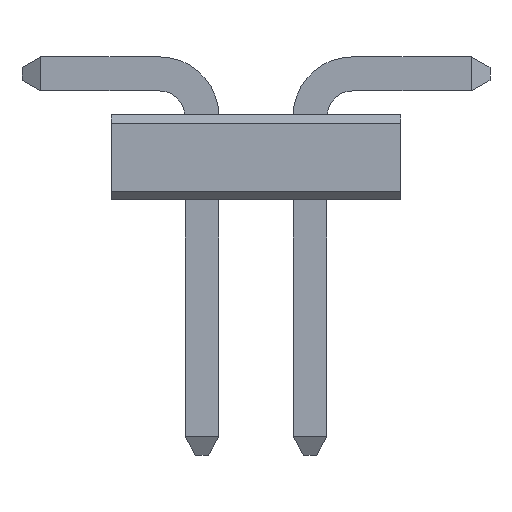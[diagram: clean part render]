
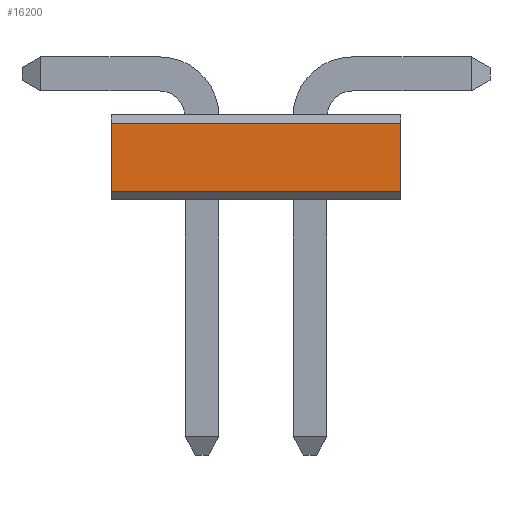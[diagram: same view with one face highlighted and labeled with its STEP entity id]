
A CAD part, front view. The second image highlights one B-rep face of the part: STEP entity #16200.
In plain terms, the highlighted planar face has unit normal (0, -1, 0).
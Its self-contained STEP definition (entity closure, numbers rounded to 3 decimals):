
#1691=DIRECTION('',(0.,0.,1.));
#1692=VECTOR('',#1691,0.8);
#1693=CARTESIAN_POINT('',(1.7,-18.415,0.1));
#1694=LINE('',#1693,#1692);
#7739=DIRECTION('',(-1.,0.,0.));
#7740=VECTOR('',#7739,3.4);
#7741=CARTESIAN_POINT('',(1.7,-18.415,0.1));
#7742=LINE('',#7741,#7740);
#7746=DIRECTION('',(0.,0.,1.));
#7747=VECTOR('',#7746,0.8);
#7748=CARTESIAN_POINT('',(-1.7,-18.415,0.1));
#7749=LINE('',#7748,#7747);
#7753=DIRECTION('',(1.,0.,0.));
#7754=VECTOR('',#7753,3.4);
#7755=CARTESIAN_POINT('',(-1.7,-18.415,0.9));
#7756=LINE('',#7755,#7754);
#9120=CARTESIAN_POINT('',(1.7,-18.415,0.9));
#9122=VERTEX_POINT('',#9120);
#9123=CARTESIAN_POINT('',(-1.7,-18.415,0.9));
#9124=VERTEX_POINT('',#9123);
#9128=CARTESIAN_POINT('',(-1.7,-18.415,0.1));
#9130=VERTEX_POINT('',#9128);
#9131=CARTESIAN_POINT('',(1.7,-18.415,0.1));
#9132=VERTEX_POINT('',#9131);
#16188=CARTESIAN_POINT('',(-1.7,-18.415,0.));
#16189=DIRECTION('',(0.,-1.,0.));
#16190=DIRECTION('',(1.,0.,0.));
#16191=AXIS2_PLACEMENT_3D('',#16188,#16189,#16190);
#16192=PLANE('',#16191);
#16194=ORIENTED_EDGE('',*,*,#16193,.T.);
#16195=ORIENTED_EDGE('',*,*,#9577,.T.);
#16196=ORIENTED_EDGE('',*,*,#16181,.T.);
#16197=ORIENTED_EDGE('',*,*,#10332,.F.);
#16198=EDGE_LOOP('',(#16194,#16195,#16196,#16197));
#16199=FACE_OUTER_BOUND('',#16198,.F.);
#9577=EDGE_CURVE('',#9130,#9124,#7749,.T.);
#10332=EDGE_CURVE('',#9132,#9122,#1694,.T.);
#16181=EDGE_CURVE('',#9124,#9122,#7756,.T.);
#16193=EDGE_CURVE('',#9132,#9130,#7742,.T.);
#16200=ADVANCED_FACE('',(#16199),#16192,.T.);
